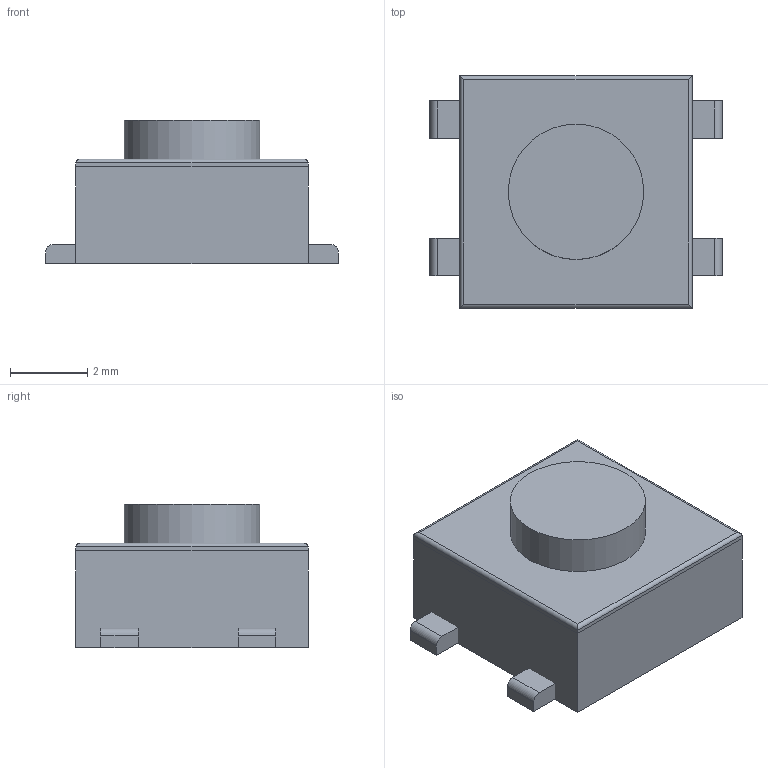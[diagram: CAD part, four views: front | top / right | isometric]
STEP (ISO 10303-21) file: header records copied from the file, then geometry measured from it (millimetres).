
FILE_DESCRIPTION(('FreeCAD Model'),'2;1');
FILE_NAME('Open CASCADE Shape Model','2022-07-28T22:12:41',( 'kicad StepUp'),('ksu MCAD'),'Open CASCADE STEP processor 7.5', 'FreeCAD','Unknown');
FILE_SCHEMA(('AUTOMOTIVE_DESIGN { 1 0 10303 214 1 1 1 1 }'));
Length unit declared in the file: millimetre
Products named in the file (5): PushButton SMD_6x6mm; Body; Top; Button; Pins
Assembly tree (4 placements, depth 2):
  PushButton SMD_6x6mm
    Body
    Top
    Button
    Pins
Bounding box: 7.56 x 6 x 3.7 mm (x, y, z)
Volume: 110.5 mm3; surface area: 264.4 mm2
Topology: 7 solids, 7 shells, 47 faces, 95 edges, 62 vertices
Faces by surface type: plane 38, cylinder 9
Full cylindrical faces by diameter (mm): 3.5 x1
Entity records: 1353 total; most frequent: DIRECTION 213, CARTESIAN_POINT 209, ORIENTED_EDGE 190, EDGE_CURVE 95, LINE 81, VECTOR 81, AXIS2_PLACEMENT_3D 66, VERTEX_POINT 62
